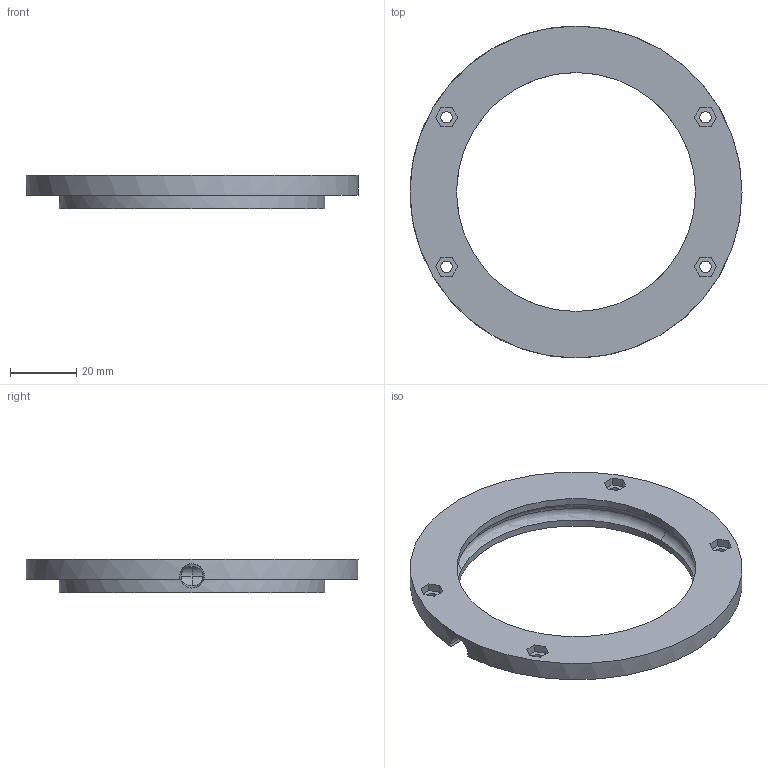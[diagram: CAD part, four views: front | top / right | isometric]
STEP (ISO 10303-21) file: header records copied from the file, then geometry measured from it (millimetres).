
FILE_DESCRIPTION(('HOOPS Exchange Step'),'2;1');
FILE_NAME('temp_export','2023-09-14T19:55:01+10:00',('selexin'),('Shapr3D Limited'),'HOOPS Exchange 2023.2','Shapr3D','Authorized');
FILE_SCHEMA( ('AUTOMOTIVE_DESIGN { 1 0 10303 214 1 1 1 1 }') );
Length unit declared in the file: millimetre
Products named in the file (2): Art4BearingRing.step; root
Assembly tree (1 placements, depth 2):
  root
    Art4BearingRing.step
Bounding box: 100 x 100 x 10 mm (x, y, z)
Volume: 23839.8 mm3; surface area: 13490.6 mm2
Topology: 1 solids, 1 shells, 46 faces, 133 edges, 91 vertices
Faces by surface type: plane 31, cylinder 10, torus 4, cone 1
Full cylindrical faces by diameter (mm): 3.4 x4, 72 x2, 80 x1, 100 x1
Entity records: 1879 total; most frequent: CARTESIAN_POINT 575, ORIENTED_EDGE 266, DIRECTION 256, EDGE_CURVE 133, VERTEX_POINT 91, AXIS2_PLACEMENT_3D 86, VECTOR 84, LINE 84
